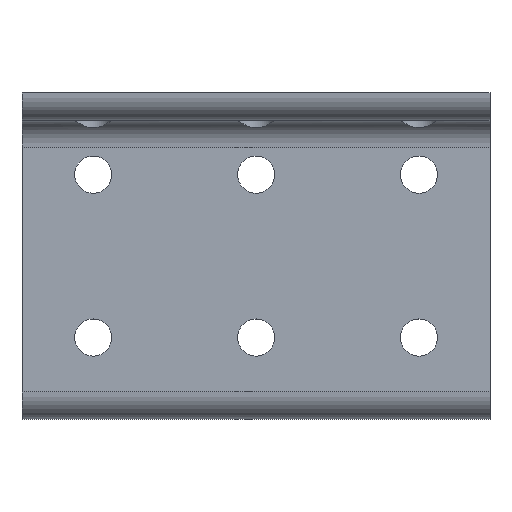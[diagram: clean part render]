
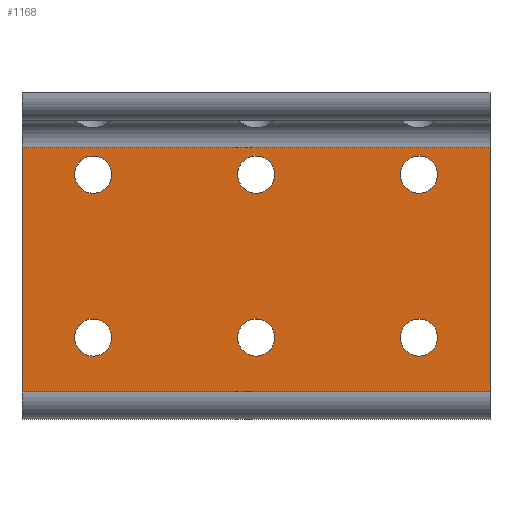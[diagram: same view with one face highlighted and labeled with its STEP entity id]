
A CAD part, top view. The second image highlights one B-rep face of the part: STEP entity #1168.
In plain terms, the highlighted planar face has unit normal (0, 0, 1).
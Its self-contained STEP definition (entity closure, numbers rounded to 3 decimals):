
#132=CARTESIAN_POINT('',(1.501,-2.421,0.25));
#133=VERTEX_POINT('',#132);
#149=CARTESIAN_POINT('',(1.501,-2.079,0.25));
#150=VERTEX_POINT('',#149);
#157=CARTESIAN_POINT('',(1.501,-2.25,0.25));
#158=DIRECTION('',(0.0,0.0,-1.0));
#159=DIRECTION('',(0.0,-1.0,0.0));
#160=AXIS2_PLACEMENT_3D('',#157,#158,#159);
#161=CIRCLE('',#160,0.171);
#162=EDGE_CURVE('',#133,#150,#161,.T.);
#174=CARTESIAN_POINT('',(1.501,-0.921,0.25));
#175=VERTEX_POINT('',#174);
#191=CARTESIAN_POINT('',(1.501,-0.579,0.25));
#192=VERTEX_POINT('',#191);
#199=CARTESIAN_POINT('',(1.501,-0.75,0.25));
#200=DIRECTION('',(0.0,0.0,-1.0));
#201=DIRECTION('',(0.0,-1.0,0.0));
#202=AXIS2_PLACEMENT_3D('',#199,#200,#201);
#203=CIRCLE('',#202,0.171);
#204=EDGE_CURVE('',#175,#192,#203,.T.);
#216=CARTESIAN_POINT('',(0.001,-2.421,0.25));
#217=VERTEX_POINT('',#216);
#233=CARTESIAN_POINT('',(0.001,-2.079,0.25));
#234=VERTEX_POINT('',#233);
#241=CARTESIAN_POINT('',(0.001,-2.25,0.25));
#242=DIRECTION('',(0.0,0.0,-1.0));
#243=DIRECTION('',(0.0,-1.0,0.0));
#244=AXIS2_PLACEMENT_3D('',#241,#242,#243);
#245=CIRCLE('',#244,0.171);
#246=EDGE_CURVE('',#217,#234,#245,.T.);
#258=CARTESIAN_POINT('',(0.001,-0.921,0.25));
#259=VERTEX_POINT('',#258);
#275=CARTESIAN_POINT('',(0.001,-0.579,0.25));
#276=VERTEX_POINT('',#275);
#283=CARTESIAN_POINT('',(0.001,-0.75,0.25));
#284=DIRECTION('',(0.0,0.0,-1.0));
#285=DIRECTION('',(0.0,-1.0,0.0));
#286=AXIS2_PLACEMENT_3D('',#283,#284,#285);
#287=CIRCLE('',#286,0.171);
#288=EDGE_CURVE('',#259,#276,#287,.T.);
#300=CARTESIAN_POINT('',(-1.499,-2.421,0.25));
#301=VERTEX_POINT('',#300);
#317=CARTESIAN_POINT('',(-1.499,-2.079,0.25));
#318=VERTEX_POINT('',#317);
#325=CARTESIAN_POINT('',(-1.499,-2.25,0.25));
#326=DIRECTION('',(0.0,0.0,-1.0));
#327=DIRECTION('',(0.0,-1.0,0.0));
#328=AXIS2_PLACEMENT_3D('',#325,#326,#327);
#329=CIRCLE('',#328,0.171);
#330=EDGE_CURVE('',#301,#318,#329,.T.);
#342=CARTESIAN_POINT('',(-1.499,-0.921,0.25));
#343=VERTEX_POINT('',#342);
#359=CARTESIAN_POINT('',(-1.499,-0.579,0.25));
#360=VERTEX_POINT('',#359);
#367=CARTESIAN_POINT('',(-1.499,-0.75,0.25));
#368=DIRECTION('',(0.0,0.0,-1.0));
#369=DIRECTION('',(0.0,-1.0,0.0));
#370=AXIS2_PLACEMENT_3D('',#367,#368,#369);
#371=CIRCLE('',#370,0.171);
#372=EDGE_CURVE('',#343,#360,#371,.T.);
#526=CARTESIAN_POINT('',(-1.499,-0.75,0.25));
#527=DIRECTION('',(0.0,0.0,-1.0));
#528=DIRECTION('',(0.0,-1.0,0.0));
#529=AXIS2_PLACEMENT_3D('',#526,#527,#528);
#530=CIRCLE('',#529,0.171);
#531=EDGE_CURVE('',#360,#343,#530,.T.);
#550=CARTESIAN_POINT('',(-1.499,-2.25,0.25));
#551=DIRECTION('',(0.0,0.0,-1.0));
#552=DIRECTION('',(0.0,-1.0,0.0));
#553=AXIS2_PLACEMENT_3D('',#550,#551,#552);
#554=CIRCLE('',#553,0.171);
#555=EDGE_CURVE('',#318,#301,#554,.T.);
#860=CARTESIAN_POINT('',(0.001,-0.75,0.25));
#861=DIRECTION('',(0.0,0.0,-1.0));
#862=DIRECTION('',(0.0,-1.0,0.0));
#863=AXIS2_PLACEMENT_3D('',#860,#861,#862);
#864=CIRCLE('',#863,0.171);
#865=EDGE_CURVE('',#276,#259,#864,.T.);
#884=CARTESIAN_POINT('',(0.001,-2.25,0.25));
#885=DIRECTION('',(0.0,0.0,-1.0));
#886=DIRECTION('',(0.0,-1.0,0.0));
#887=AXIS2_PLACEMENT_3D('',#884,#885,#886);
#888=CIRCLE('',#887,0.171);
#889=EDGE_CURVE('',#234,#217,#888,.T.);
#908=CARTESIAN_POINT('',(1.501,-0.75,0.25));
#909=DIRECTION('',(0.0,0.0,-1.0));
#910=DIRECTION('',(0.0,-1.0,0.0));
#911=AXIS2_PLACEMENT_3D('',#908,#909,#910);
#912=CIRCLE('',#911,0.171);
#913=EDGE_CURVE('',#192,#175,#912,.T.);
#932=CARTESIAN_POINT('',(1.501,-2.25,0.25));
#933=DIRECTION('',(0.0,0.0,-1.0));
#934=DIRECTION('',(0.0,-1.0,0.0));
#935=AXIS2_PLACEMENT_3D('',#932,#933,#934);
#936=CIRCLE('',#935,0.171);
#937=EDGE_CURVE('',#150,#133,#936,.T.);
#1086=CARTESIAN_POINT('',(2.155,-2.75,0.25));
#1087=VERTEX_POINT('',#1086);
#1095=CARTESIAN_POINT('',(-2.155,-2.75,0.25));
#1096=VERTEX_POINT('',#1095);
#1097=CARTESIAN_POINT('',(-2.155,-2.75,0.25));
#1098=DIRECTION('',(1.0,0.0,0.0));
#1099=VECTOR('',#1098,4.31);
#1100=LINE('',#1097,#1099);
#1101=EDGE_CURVE('',#1096,#1087,#1100,.T.);
#1114=CARTESIAN_POINT('',(-2.155,-2.75,0.25));
#1115=DIRECTION('',(0.0,0.0,1.0));
#1116=DIRECTION('',(0.0,-1.0,0.0));
#1117=AXIS2_PLACEMENT_3D('',#1114,#1115,#1116);
#1118=PLANE('',#1117);
#1119=CARTESIAN_POINT('',(2.155,-0.5,0.25));
#1120=VERTEX_POINT('',#1119);
#1121=CARTESIAN_POINT('',(2.155,-2.75,0.25));
#1122=DIRECTION('',(0.0,1.0,0.0));
#1123=VECTOR('',#1122,2.25);
#1124=LINE('',#1121,#1123);
#1125=EDGE_CURVE('',#1087,#1120,#1124,.T.);
#1126=ORIENTED_EDGE('',*,*,#1125,.T.);
#1127=CARTESIAN_POINT('',(-2.155,-0.5,0.25));
#1128=VERTEX_POINT('',#1127);
#1129=CARTESIAN_POINT('',(-2.155,-0.5,0.25));
#1130=DIRECTION('',(1.0,0.0,0.0));
#1131=VECTOR('',#1130,4.31);
#1132=LINE('',#1129,#1131);
#1133=EDGE_CURVE('',#1128,#1120,#1132,.T.);
#1134=ORIENTED_EDGE('',*,*,#1133,.F.);
#1135=CARTESIAN_POINT('',(-2.155,-2.75,0.25));
#1136=DIRECTION('',(0.0,1.0,0.0));
#1137=VECTOR('',#1136,2.25);
#1138=LINE('',#1135,#1137);
#1139=EDGE_CURVE('',#1096,#1128,#1138,.T.);
#1140=ORIENTED_EDGE('',*,*,#1139,.F.);
#1141=ORIENTED_EDGE('',*,*,#1101,.T.);
#1142=EDGE_LOOP('',(#1126,#1134,#1140,#1141));
#1143=FACE_OUTER_BOUND('',#1142,.T.);
#1144=ORIENTED_EDGE('',*,*,#372,.T.);
#1145=ORIENTED_EDGE('',*,*,#531,.T.);
#1146=EDGE_LOOP('',(#1144,#1145));
#1147=FACE_BOUND('',#1146,.T.);
#1148=ORIENTED_EDGE('',*,*,#330,.T.);
#1149=ORIENTED_EDGE('',*,*,#555,.T.);
#1150=EDGE_LOOP('',(#1148,#1149));
#1151=FACE_BOUND('',#1150,.T.);
#1152=ORIENTED_EDGE('',*,*,#288,.T.);
#1153=ORIENTED_EDGE('',*,*,#865,.T.);
#1154=EDGE_LOOP('',(#1152,#1153));
#1155=FACE_BOUND('',#1154,.T.);
#1156=ORIENTED_EDGE('',*,*,#246,.T.);
#1157=ORIENTED_EDGE('',*,*,#889,.T.);
#1158=EDGE_LOOP('',(#1156,#1157));
#1159=FACE_BOUND('',#1158,.T.);
#1160=ORIENTED_EDGE('',*,*,#204,.T.);
#1161=ORIENTED_EDGE('',*,*,#913,.T.);
#1162=EDGE_LOOP('',(#1160,#1161));
#1163=FACE_BOUND('',#1162,.T.);
#1164=ORIENTED_EDGE('',*,*,#162,.T.);
#1165=ORIENTED_EDGE('',*,*,#937,.T.);
#1166=EDGE_LOOP('',(#1164,#1165));
#1167=FACE_BOUND('',#1166,.T.);
#1168=ADVANCED_FACE('',(#1143,#1147,#1151,#1155,#1159,#1163,#1167),#1118,.T.);
